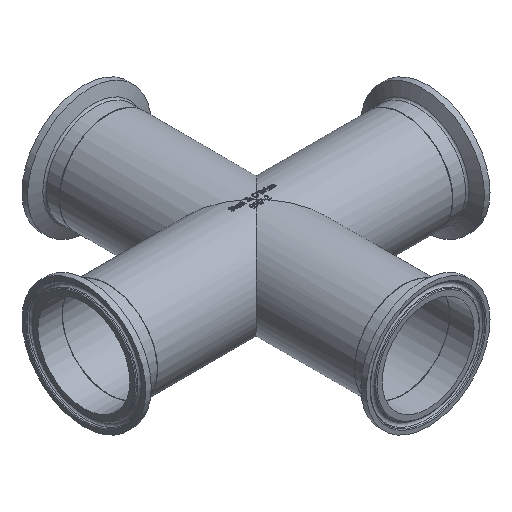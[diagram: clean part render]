
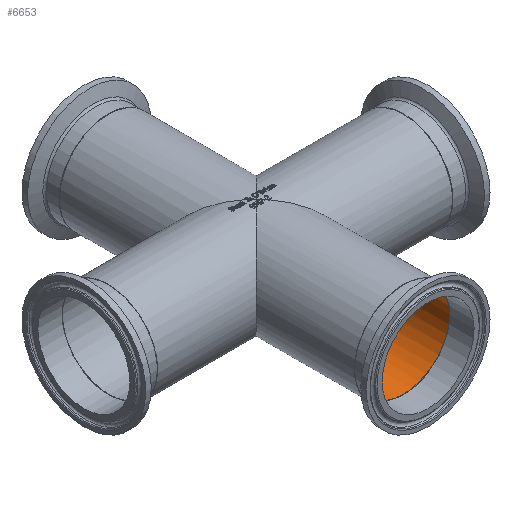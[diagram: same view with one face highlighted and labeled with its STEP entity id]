
A CAD part, isometric view. The second image highlights one B-rep face of the part: STEP entity #6653.
In plain terms, the highlighted cylindrical face has radius 23.749 mm (diameter 47.498 mm), a full revolution.
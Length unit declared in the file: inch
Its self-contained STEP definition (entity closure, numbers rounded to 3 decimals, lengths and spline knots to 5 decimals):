
#147=FACE_BOUND('',#1597,.T.);
#1129=FACE_OUTER_BOUND('',#1596,.T.);
#1596=EDGE_LOOP('',(#6055));
#1597=EDGE_LOOP('',(#6056,#6057));
#2555=CIRCLE('',#7111,0.935);
#2611=ELLIPSE('',#7112,1.32229,0.935);
#2612=ELLIPSE('',#7113,1.32229,0.935);
#3261=VERTEX_POINT('',#14459);
#3262=VERTEX_POINT('',#14461);
#3263=VERTEX_POINT('',#14462);
#4205=EDGE_CURVE('',#3261,#3261,#2555,.T.);
#4206=EDGE_CURVE('',#3262,#3263,#2611,.T.);
#4207=EDGE_CURVE('',#3263,#3262,#2612,.T.);
#6055=ORIENTED_EDGE('',*,*,#4205,.F.);
#6056=ORIENTED_EDGE('',*,*,#4206,.F.);
#6057=ORIENTED_EDGE('',*,*,#4207,.F.);
#6160=CYLINDRICAL_SURFACE('',#7110,0.935);
#6653=ADVANCED_FACE('',(#1129,#147),#6160,.F.);
#7110=AXIS2_PLACEMENT_3D('',#14458,#8400,#8401);
#7111=AXIS2_PLACEMENT_3D('',#14460,#8402,#8403);
#7112=AXIS2_PLACEMENT_3D('',#14463,#8404,#8405);
#7113=AXIS2_PLACEMENT_3D('',#14464,#8406,#8407);
#8400=DIRECTION('center_axis',(0.,-1.,0.));
#8401=DIRECTION('ref_axis',(-1.,0.,0.));
#8402=DIRECTION('center_axis',(0.,1.,0.));
#8403=DIRECTION('ref_axis',(-1.,0.,0.));
#8404=DIRECTION('center_axis',(-0.707,-0.707,0.));
#8405=DIRECTION('ref_axis',(-0.707,0.707,0.));
#8406=DIRECTION('center_axis',(0.707,-0.707,0.));
#8407=DIRECTION('ref_axis',(-0.707,-0.707,0.));
#14458=CARTESIAN_POINT('Origin',(0.,3.,0.));
#14459=CARTESIAN_POINT('',(0.935,-3.,0.));
#14460=CARTESIAN_POINT('Origin',(0.,-3.,0.));
#14461=CARTESIAN_POINT('',(0.,0.,-0.935));
#14462=CARTESIAN_POINT('',(0.,0.,0.935));
#14463=CARTESIAN_POINT('Origin',(0.,0.,
0.));
#14464=CARTESIAN_POINT('Origin',(0.,0.,
0.));
